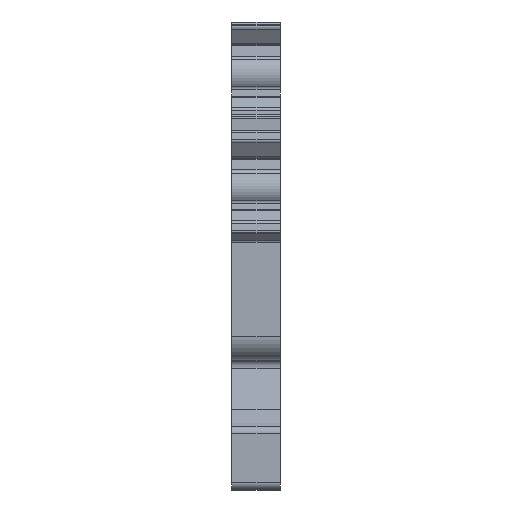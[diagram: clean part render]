
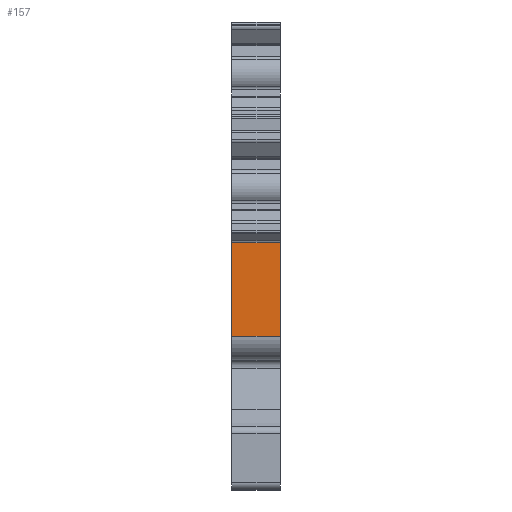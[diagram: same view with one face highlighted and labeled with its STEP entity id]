
A CAD part, left-side view. The second image highlights one B-rep face of the part: STEP entity #157.
In plain terms, the highlighted planar face has unit normal (-1, 0, 0).
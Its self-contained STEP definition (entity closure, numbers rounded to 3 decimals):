
#157 = ADVANCED_FACE ( 'NONE', ( #11250 ), #35061, .F. ) ;
#3937 = EDGE_CURVE ( 'NONE', #38915, #35277, #43469, .T. ) ;
#4082 = CARTESIAN_POINT ( 'NONE',  ( -56.9, 5., 18.488 ) ) ;
#4833 = DIRECTION ( 'NONE',  ( 0., -1., 0. ) ) ;
#7953 = CARTESIAN_POINT ( 'NONE',  ( -56.9, 0., 8.734 ) ) ;
#8146 = DIRECTION ( 'NONE',  ( 0., -1., 0. ) ) ;
#8596 = LINE ( 'NONE', #27044, #24837 ) ;
#11250 = FACE_OUTER_BOUND ( 'NONE', #33846, .T. ) ;
#11844 = CARTESIAN_POINT ( 'NONE',  ( -56.9, 5., 8.734 ) ) ;
#12931 = EDGE_CURVE ( 'NONE', #35277, #24963, #13517, .T. ) ;
#13517 = LINE ( 'NONE', #29095, #41584 ) ;
#15108 = DIRECTION ( 'NONE',  ( 0., 1., 0. ) ) ;
#15212 = EDGE_CURVE ( 'NONE', #22771, #24963, #28099, .T. ) ;
#15888 = VECTOR ( 'NONE', #8146, 1000. ) ;
#17690 = VECTOR ( 'NONE', #4833, 1000. ) ;
#21236 = ORIENTED_EDGE ( 'NONE', *, *, #12931, .T. ) ;
#22771 = VERTEX_POINT ( 'NONE', #28296 ) ;
#23535 = DIRECTION ( 'NONE',  ( 1., 0., 0. ) ) ;
#24001 = CARTESIAN_POINT ( 'NONE',  ( -56.9, 5., 18.488 ) ) ;
#24837 = VECTOR ( 'NONE', #30882, 1000. ) ;
#24963 = VERTEX_POINT ( 'NONE', #35324 ) ;
#26160 = ORIENTED_EDGE ( 'NONE', *, *, #3937, .T. ) ;
#27044 = CARTESIAN_POINT ( 'NONE',  ( -56.9, 5., 18.488 ) ) ;
#28099 = LINE ( 'NONE', #24001, #15888 ) ;
#28131 = CARTESIAN_POINT ( 'NONE',  ( -56.9, 5., 8.734 ) ) ;
#28296 = CARTESIAN_POINT ( 'NONE',  ( -56.9, 5., 18.488 ) ) ;
#28782 = ORIENTED_EDGE ( 'NONE', *, *, #45511, .F. ) ;
#29095 = CARTESIAN_POINT ( 'NONE',  ( -56.9, 0., 18.488 ) ) ;
#30514 = ORIENTED_EDGE ( 'NONE', *, *, #15212, .F. ) ;
#30882 = DIRECTION ( 'NONE',  ( 0., 0., 1. ) ) ;
#33203 = AXIS2_PLACEMENT_3D ( 'NONE', #4082, #23535, #15108 ) ;
#33846 = EDGE_LOOP ( 'NONE', ( #21236, #30514, #28782, #26160 ) ) ;
#35061 = PLANE ( 'NONE',  #33203 ) ;
#35277 = VERTEX_POINT ( 'NONE', #7953 ) ;
#35324 = CARTESIAN_POINT ( 'NONE',  ( -56.9, 0., 18.488 ) ) ;
#38915 = VERTEX_POINT ( 'NONE', #11844 ) ;
#41584 = VECTOR ( 'NONE', #44736, 1000. ) ;
#43469 = LINE ( 'NONE', #28131, #17690 ) ;
#44736 = DIRECTION ( 'NONE',  ( 0., 0., 1. ) ) ;
#45511 = EDGE_CURVE ( 'NONE', #38915, #22771, #8596, .T. ) ;
